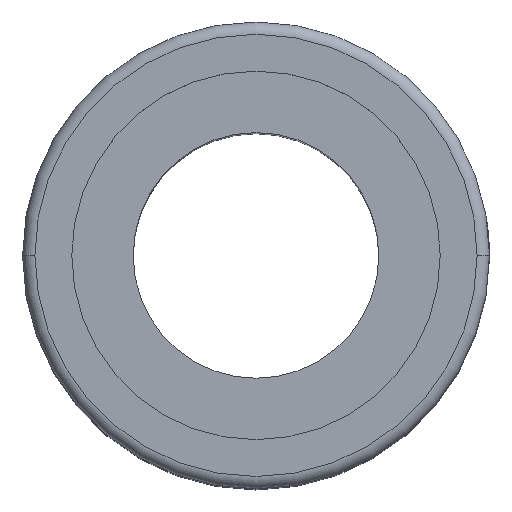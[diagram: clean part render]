
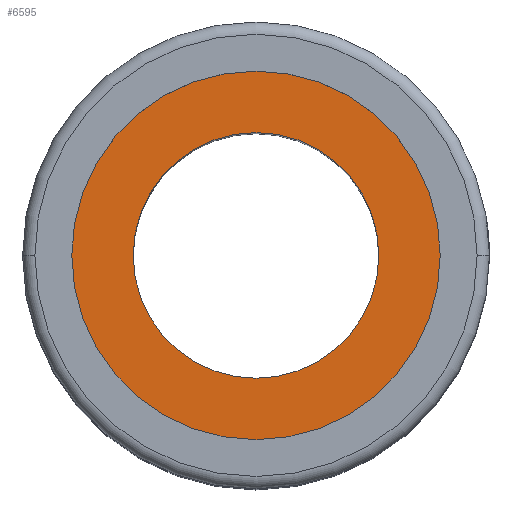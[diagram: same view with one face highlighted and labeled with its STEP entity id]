
A CAD part, top view. The second image highlights one B-rep face of the part: STEP entity #6595.
In plain terms, the highlighted planar face has unit normal (0, 0, 1).
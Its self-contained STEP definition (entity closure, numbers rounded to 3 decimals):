
#69 = CARTESIAN_POINT ( 'NONE',  ( 0., 0., 13.8 ) ) ;
#101 = EDGE_CURVE ( 'NONE', #3732, #1939, #11039, .T. ) ;
#336 = VERTEX_POINT ( 'NONE', #1073 ) ;
#1072 = AXIS2_PLACEMENT_3D ( 'NONE', #8024, #13865, #3451 ) ;
#1073 = CARTESIAN_POINT ( 'NONE',  ( 5., 0., 13.8 ) ) ;
#1177 = FACE_OUTER_BOUND ( 'NONE', #9445, .T. ) ;
#1323 = ORIENTED_EDGE ( 'NONE', *, *, #7150, .F. ) ;
#1829 = CARTESIAN_POINT ( 'NONE',  ( 7.5, 0., 13.8 ) ) ;
#1939 = VERTEX_POINT ( 'NONE', #1829 ) ;
#1970 = AXIS2_PLACEMENT_3D ( 'NONE', #4347, #8923, #12485 ) ;
#2811 = EDGE_CURVE ( 'NONE', #1939, #3732, #3006, .T. ) ;
#2977 = VERTEX_POINT ( 'NONE', #8750 ) ;
#3006 = CIRCLE ( 'NONE', #11514, 7.5 ) ;
#3313 = CARTESIAN_POINT ( 'NONE',  ( 0., 0., 13.8 ) ) ;
#3387 = DIRECTION ( 'NONE',  ( 1., 0., 0. ) ) ;
#3451 = DIRECTION ( 'NONE',  ( 1., 0., 0. ) ) ;
#3732 = VERTEX_POINT ( 'NONE', #5839 ) ;
#4289 = DIRECTION ( 'NONE',  ( 0., 0., 1. ) ) ;
#4347 = CARTESIAN_POINT ( 'NONE',  ( 0., 0., 13.8 ) ) ;
#4494 = DIRECTION ( 'NONE',  ( 1., 0., 0. ) ) ;
#5377 = AXIS2_PLACEMENT_3D ( 'NONE', #11210, #4289, #13416 ) ;
#5643 = DIRECTION ( 'NONE',  ( 0., 0., 1. ) ) ;
#5839 = CARTESIAN_POINT ( 'NONE',  ( -7.5, 0., 13.8 ) ) ;
#6595 = ADVANCED_FACE ( 'NONE', ( #6903, #1177 ), #10318, .T. ) ;
#6903 = FACE_BOUND ( 'NONE', #9115, .T. ) ;
#7150 = EDGE_CURVE ( 'NONE', #336, #2977, #13146, .T. ) ;
#8024 = CARTESIAN_POINT ( 'NONE',  ( 0., 0., 13.8 ) ) ;
#8549 = AXIS2_PLACEMENT_3D ( 'NONE', #3313, #15015, #3387 ) ;
#8750 = CARTESIAN_POINT ( 'NONE',  ( -5., 0., 13.8 ) ) ;
#8885 = ORIENTED_EDGE ( 'NONE', *, *, #10195, .F. ) ;
#8923 = DIRECTION ( 'NONE',  ( 0., 0., 1. ) ) ;
#9115 = EDGE_LOOP ( 'NONE', ( #8885, #1323 ) ) ;
#9445 = EDGE_LOOP ( 'NONE', ( #11442, #10516 ) ) ;
#10195 = EDGE_CURVE ( 'NONE', #2977, #336, #11197, .T. ) ;
#10318 = PLANE ( 'NONE',  #8549 ) ;
#10516 = ORIENTED_EDGE ( 'NONE', *, *, #101, .T. ) ;
#11039 = CIRCLE ( 'NONE', #1072, 7.5 ) ;
#11197 = CIRCLE ( 'NONE', #5377, 5. ) ;
#11210 = CARTESIAN_POINT ( 'NONE',  ( 0., 0., 13.8 ) ) ;
#11442 = ORIENTED_EDGE ( 'NONE', *, *, #2811, .T. ) ;
#11514 = AXIS2_PLACEMENT_3D ( 'NONE', #69, #5643, #4494 ) ;
#12485 = DIRECTION ( 'NONE',  ( 1., 0., 0. ) ) ;
#13146 = CIRCLE ( 'NONE', #1970, 5. ) ;
#13416 = DIRECTION ( 'NONE',  ( 1., 0., 0. ) ) ;
#13865 = DIRECTION ( 'NONE',  ( 0., 0., 1. ) ) ;
#15015 = DIRECTION ( 'NONE',  ( 0., 0., 1. ) ) ;
